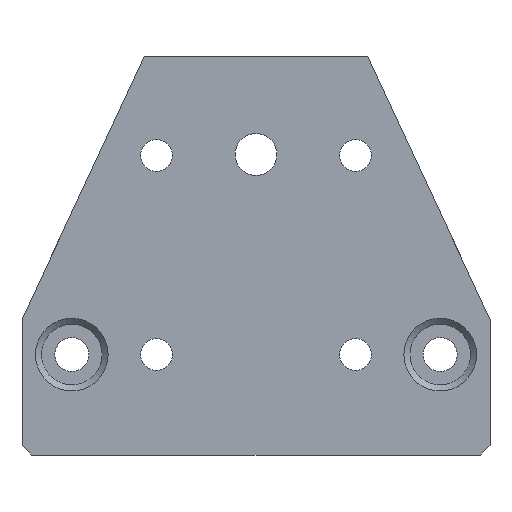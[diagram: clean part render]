
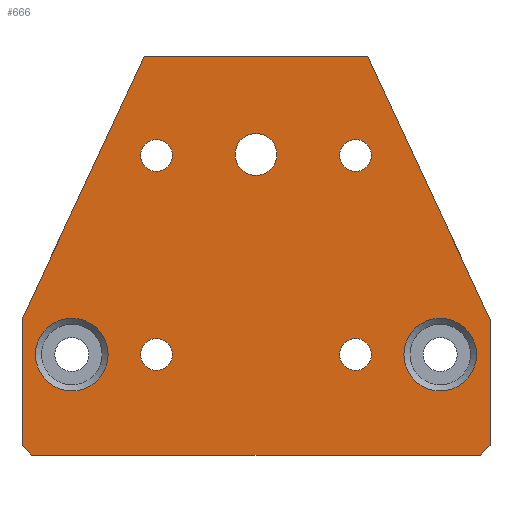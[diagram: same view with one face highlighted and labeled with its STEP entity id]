
A CAD part, front view. The second image highlights one B-rep face of the part: STEP entity #666.
In plain terms, the highlighted planar face has unit normal (0, -1, 0).
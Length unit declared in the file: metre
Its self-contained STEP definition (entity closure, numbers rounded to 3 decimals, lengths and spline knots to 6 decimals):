
#24=FACE_BOUND('',#125,.T.);
#25=FACE_BOUND('',#126,.T.);
#26=FACE_BOUND('',#127,.T.);
#27=FACE_BOUND('',#128,.T.);
#28=FACE_BOUND('',#129,.T.);
#29=FACE_BOUND('',#130,.T.);
#30=FACE_BOUND('',#131,.T.);
#51=PLANE('',#737);
#82=FACE_OUTER_BOUND('',#124,.T.);
#124=EDGE_LOOP('',(#589,#590,#591,#592,#593,#594,#595,#596));
#125=EDGE_LOOP('',(#597));
#126=EDGE_LOOP('',(#598));
#127=EDGE_LOOP('',(#599));
#128=EDGE_LOOP('',(#600));
#129=EDGE_LOOP('',(#601));
#130=EDGE_LOOP('',(#602));
#131=EDGE_LOOP('',(#603));
#143=LINE('',#958,#206);
#160=LINE('',#1008,#223);
#162=LINE('',#1012,#225);
#186=LINE('',#1065,#249);
#188=LINE('',#1069,#251);
#196=LINE('',#1100,#259);
#198=LINE('',#1103,#261);
#199=LINE('',#1105,#262);
#206=VECTOR('',#769,0.01);
#223=VECTOR('',#806,0.01);
#225=VECTOR('',#810,0.01);
#249=VECTOR('',#862,0.01);
#251=VECTOR('',#866,0.01);
#259=VECTOR('',#904,0.01);
#261=VECTOR('',#908,0.01);
#262=VECTOR('',#911,0.01);
#267=CIRCLE('',#689,0.0016);
#269=CIRCLE('',#692,0.0016);
#284=CIRCLE('',#726,0.0021);
#287=CIRCLE('',#732,0.0016);
#288=CIRCLE('',#734,0.0016);
#289=CIRCLE('',#738,0.00365);
#290=CIRCLE('',#739,0.00365);
#295=VERTEX_POINT('',#944);
#297=VERTEX_POINT('',#950);
#299=VERTEX_POINT('',#956);
#300=VERTEX_POINT('',#957);
#323=VERTEX_POINT('',#1007);
#324=VERTEX_POINT('',#1011);
#339=VERTEX_POINT('',#1063);
#340=VERTEX_POINT('',#1067);
#342=VERTEX_POINT('',#1077);
#345=VERTEX_POINT('',#1089);
#346=VERTEX_POINT('',#1093);
#347=VERTEX_POINT('',#1097);
#348=VERTEX_POINT('',#1099);
#349=VERTEX_POINT('',#1106);
#350=VERTEX_POINT('',#1108);
#355=EDGE_CURVE('',#295,#295,#267,.T.);
#358=EDGE_CURVE('',#297,#297,#269,.T.);
#361=EDGE_CURVE('',#299,#300,#143,.T.);
#386=EDGE_CURVE('',#323,#300,#160,.F.);
#388=EDGE_CURVE('',#323,#324,#162,.T.);
#416=EDGE_CURVE('',#299,#339,#186,.T.);
#418=EDGE_CURVE('',#340,#339,#188,.T.);
#422=EDGE_CURVE('',#342,#342,#284,.T.);
#427=EDGE_CURVE('',#345,#345,#287,.T.);
#429=EDGE_CURVE('',#346,#346,#288,.T.);
#432=EDGE_CURVE('',#348,#347,#196,.T.);
#434=EDGE_CURVE('',#340,#348,#198,.T.);
#435=EDGE_CURVE('',#347,#324,#199,.T.);
#436=EDGE_CURVE('',#349,#349,#289,.F.);
#437=EDGE_CURVE('',#350,#350,#290,.F.);
#589=ORIENTED_EDGE('',*,*,#361,.F.);
#590=ORIENTED_EDGE('',*,*,#416,.T.);
#591=ORIENTED_EDGE('',*,*,#418,.F.);
#592=ORIENTED_EDGE('',*,*,#434,.T.);
#593=ORIENTED_EDGE('',*,*,#432,.T.);
#594=ORIENTED_EDGE('',*,*,#435,.T.);
#595=ORIENTED_EDGE('',*,*,#388,.F.);
#596=ORIENTED_EDGE('',*,*,#386,.T.);
#597=ORIENTED_EDGE('',*,*,#355,.T.);
#598=ORIENTED_EDGE('',*,*,#358,.T.);
#599=ORIENTED_EDGE('',*,*,#427,.T.);
#600=ORIENTED_EDGE('',*,*,#429,.T.);
#601=ORIENTED_EDGE('',*,*,#422,.T.);
#602=ORIENTED_EDGE('',*,*,#436,.T.);
#603=ORIENTED_EDGE('',*,*,#437,.T.);
#666=ADVANCED_FACE('',(#82,#24,#25,#26,#27,#28,#29,#30),#51,.T.);
#689=AXIS2_PLACEMENT_3D('',#945,#755,#756);
#692=AXIS2_PLACEMENT_3D('',#951,#762,#763);
#726=AXIS2_PLACEMENT_3D('',#1079,#879,#880);
#732=AXIS2_PLACEMENT_3D('',#1090,#893,#894);
#734=AXIS2_PLACEMENT_3D('',#1094,#898,#899);
#737=AXIS2_PLACEMENT_3D('',#1104,#909,#910);
#738=AXIS2_PLACEMENT_3D('',#1107,#912,#913);
#739=AXIS2_PLACEMENT_3D('',#1109,#914,#915);
#755=DIRECTION('center_axis',(0.,1.,0.));
#756=DIRECTION('ref_axis',(0.,0.,-1.));
#762=DIRECTION('center_axis',(0.,1.,0.));
#763=DIRECTION('ref_axis',(0.,0.,-1.));
#769=DIRECTION('',(-0.707,0.,-0.707));
#806=DIRECTION('',(-1.,0.,0.));
#810=DIRECTION('',(-0.707,0.,0.707));
#862=DIRECTION('',(0.,0.,1.));
#866=DIRECTION('',(0.423,0.,-0.906));
#879=DIRECTION('center_axis',(0.,1.,0.));
#880=DIRECTION('ref_axis',(0.,0.,1.));
#893=DIRECTION('center_axis',(0.,1.,0.));
#894=DIRECTION('ref_axis',(0.,0.,-1.));
#898=DIRECTION('center_axis',(0.,1.,0.));
#899=DIRECTION('ref_axis',(0.,0.,-1.));
#904=DIRECTION('',(-0.423,0.,-0.906));
#908=DIRECTION('',(-1.,0.,0.));
#909=DIRECTION('center_axis',(0.,-1.,0.));
#910=DIRECTION('ref_axis',(-1.,0.,0.));
#911=DIRECTION('',(0.,0.,-1.));
#912=DIRECTION('center_axis',(0.,-1.,0.));
#913=DIRECTION('ref_axis',(0.,0.,-1.));
#914=DIRECTION('center_axis',(0.,-1.,0.));
#915=DIRECTION('ref_axis',(0.,0.,-1.));
#944=CARTESIAN_POINT('',(0.1922,-0.017,0.1536));
#945=CARTESIAN_POINT('Origin',(0.1922,-0.017,0.152));
#950=CARTESIAN_POINT('',(0.2122,-0.017,0.1536));
#951=CARTESIAN_POINT('Origin',(0.2122,-0.017,0.152));
#956=CARTESIAN_POINT('',(0.2257,-0.017,0.1229));
#957=CARTESIAN_POINT('',(0.2247,-0.017,0.1219));
#958=CARTESIAN_POINT('',(0.213975,-0.017,0.111175));
#1007=CARTESIAN_POINT('',(0.1797,-0.017,0.1219));
#1008=CARTESIAN_POINT('',(0.184325,-0.017,0.1219));
#1011=CARTESIAN_POINT('',(0.1787,-0.017,0.1229));
#1012=CARTESIAN_POINT('',(0.169675,-0.017,0.131925));
#1063=CARTESIAN_POINT('',(0.2257,-0.017,0.135566));
#1065=CARTESIAN_POINT('',(0.2257,-0.017,0.137));
#1067=CARTESIAN_POINT('',(0.21342,-0.017,0.1619));
#1069=CARTESIAN_POINT('',(0.217163,-0.017,0.153874));
#1077=CARTESIAN_POINT('',(0.2022,-0.017,0.15));
#1079=CARTESIAN_POINT('Origin',(0.2022,-0.017,0.1521));
#1089=CARTESIAN_POINT('',(0.2122,-0.017,0.1336));
#1090=CARTESIAN_POINT('Origin',(0.2122,-0.017,0.132));
#1093=CARTESIAN_POINT('',(0.1922,-0.017,0.1336));
#1094=CARTESIAN_POINT('Origin',(0.1922,-0.017,0.132));
#1097=CARTESIAN_POINT('',(0.1787,-0.017,0.135566));
#1099=CARTESIAN_POINT('',(0.19098,-0.017,0.1619));
#1100=CARTESIAN_POINT('',(0.181916,-0.017,0.142464));
#1103=CARTESIAN_POINT('',(0.18145,-0.017,0.1619));
#1104=CARTESIAN_POINT('Origin',(0.1607,-0.017,0.142));
#1105=CARTESIAN_POINT('',(0.1787,-0.017,0.137));
#1106=CARTESIAN_POINT('',(0.2207,-0.017,0.13565));
#1107=CARTESIAN_POINT('Origin',(0.2207,-0.017,0.132));
#1108=CARTESIAN_POINT('',(0.1837,-0.017,0.13565));
#1109=CARTESIAN_POINT('Origin',(0.1837,-0.017,0.132));
